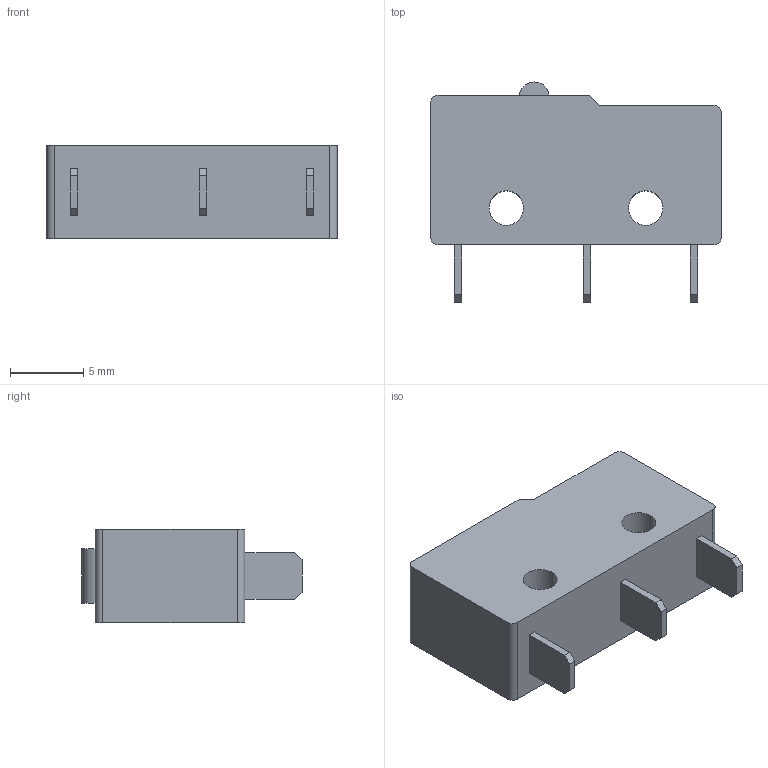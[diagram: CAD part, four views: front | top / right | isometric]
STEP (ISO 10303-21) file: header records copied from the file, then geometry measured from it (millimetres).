
FILE_DESCRIPTION (( 'STEP AP214' ), '1' );
FILE_NAME ('癹弇羲壽_偌狟_0.8mm.step', '2025-07-05T23:21:47', ( '' ), ( '' ), 'SwSTEP 2.0', 'SolidWorks 2022', '' );
FILE_SCHEMA (( 'AUTOMOTIVE_DESIGN' ));
Length unit declared in the file: millimetre
Products named in the file (1): 限位开关_按下_0.8mm
Bounding box: 19.8 x 15 x 6.4 mm (x, y, z)
Volume: 1220.4 mm3; surface area: 934.9 mm2
Topology: 1 solids, 1 shells, 42 faces, 108 edges, 72 vertices
Faces by surface type: plane 32, cylinder 10
Entity records: 1314 total; most frequent: CARTESIAN_POINT 223, ORIENTED_EDGE 216, DIRECTION 214, EDGE_CURVE 108, VECTOR 88, LINE 88, VERTEX_POINT 72, AXIS2_PLACEMENT_3D 63
